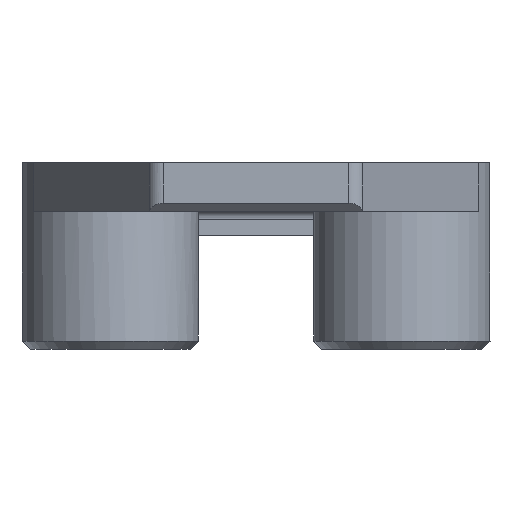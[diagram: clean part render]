
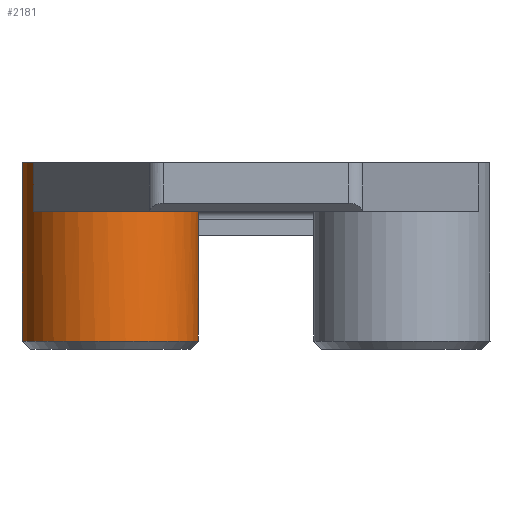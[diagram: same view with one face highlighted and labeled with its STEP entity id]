
A CAD part, front view. The second image highlights one B-rep face of the part: STEP entity #2181.
In plain terms, the highlighted cylindrical face has radius 11 mm (diameter 22 mm), a full revolution.
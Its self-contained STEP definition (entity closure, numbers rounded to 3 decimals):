
#193=FACE_OUTER_BOUND('',#337,.T.);
#337=EDGE_LOOP('',(#1770,#1771,#1772,#1773,#1774,#1775,#1776,#1777,#1778,
#1779));
#484=LINE('',#3485,#686);
#485=LINE('',#3486,#687);
#512=LINE('',#3594,#714);
#513=LINE('',#3596,#715);
#514=LINE('',#3597,#716);
#686=VECTOR('',#2785,10.);
#687=VECTOR('',#2786,1000.);
#714=VECTOR('',#2897,11.);
#715=VECTOR('',#2898,10.);
#716=VECTOR('',#2899,1000.);
#817=CIRCLE('',#2271,11.);
#818=CIRCLE('',#2272,11.);
#862=CIRCLE('',#2338,11.);
#892=CIRCLE('',#2403,11.);
#950=VERTEX_POINT('',#3243);
#951=VERTEX_POINT('',#3245);
#952=VERTEX_POINT('',#3247);
#1023=VERTEX_POINT('',#3432);
#1024=VERTEX_POINT('',#3434);
#1040=VERTEX_POINT('',#3484);
#1067=VERTEX_POINT('',#3592);
#1068=VERTEX_POINT('',#3595);
#1164=EDGE_CURVE('',#950,#951,#817,.T.);
#1165=EDGE_CURVE('',#951,#952,#818,.T.);
#1258=EDGE_CURVE('',#1023,#1024,#862,.T.);
#1282=EDGE_CURVE('',#1040,#952,#484,.T.);
#1283=EDGE_CURVE('',#1023,#1040,#485,.T.);
#1330=EDGE_CURVE('',#1067,#1067,#892,.T.);
#1331=EDGE_CURVE('',#1067,#951,#512,.T.);
#1332=EDGE_CURVE('',#1068,#950,#513,.T.);
#1333=EDGE_CURVE('',#1024,#1068,#514,.T.);
#1770=ORIENTED_EDGE('',*,*,#1330,.F.);
#1771=ORIENTED_EDGE('',*,*,#1331,.T.);
#1772=ORIENTED_EDGE('',*,*,#1164,.F.);
#1773=ORIENTED_EDGE('',*,*,#1332,.F.);
#1774=ORIENTED_EDGE('',*,*,#1333,.F.);
#1775=ORIENTED_EDGE('',*,*,#1258,.F.);
#1776=ORIENTED_EDGE('',*,*,#1283,.T.);
#1777=ORIENTED_EDGE('',*,*,#1282,.T.);
#1778=ORIENTED_EDGE('',*,*,#1165,.F.);
#1779=ORIENTED_EDGE('',*,*,#1331,.F.);
#2104=CYLINDRICAL_SURFACE('',#2402,11.);
#2181=ADVANCED_FACE('',(#193),#2104,.T.);
#2271=AXIS2_PLACEMENT_3D('',#3246,#2544,#2545);
#2272=AXIS2_PLACEMENT_3D('',#3248,#2546,#2547);
#2338=AXIS2_PLACEMENT_3D('',#3435,#2727,#2728);
#2402=AXIS2_PLACEMENT_3D('',#3591,#2893,#2894);
#2403=AXIS2_PLACEMENT_3D('',#3593,#2895,#2896);
#2544=DIRECTION('center_axis',(0.,0.,1.));
#2545=DIRECTION('ref_axis',(1.,0.,0.));
#2546=DIRECTION('center_axis',(0.,0.,1.));
#2547=DIRECTION('ref_axis',(1.,0.,0.));
#2727=DIRECTION('center_axis',(0.,0.,1.));
#2728=DIRECTION('ref_axis',(1.,0.,0.));
#2785=DIRECTION('',(0.,0.,1.));
#2786=DIRECTION('',(0.,0.,1.));
#2893=DIRECTION('center_axis',(0.,0.,-1.));
#2894=DIRECTION('ref_axis',(1.,0.,0.));
#2895=DIRECTION('center_axis',(0.,0.,-1.));
#2896=DIRECTION('ref_axis',(1.,0.,0.));
#2897=DIRECTION('',(0.,0.,1.));
#2898=DIRECTION('',(0.,0.,1.));
#2899=DIRECTION('',(0.,0.,1.));
#3243=CARTESIAN_POINT('',(-17.66,61.433,24.));
#3245=CARTESIAN_POINT('',(-24.623,51.201,24.));
#3246=CARTESIAN_POINT('Origin',(-13.623,51.201,24.));
#3247=CARTESIAN_POINT('',(-23.147,45.697,24.));
#3248=CARTESIAN_POINT('Origin',(-13.623,51.201,24.));
#3432=CARTESIAN_POINT('',(-23.147,45.697,18.));
#3434=CARTESIAN_POINT('',(-17.66,61.433,18.));
#3435=CARTESIAN_POINT('Origin',(-13.623,51.201,18.));
#3484=CARTESIAN_POINT('',(-23.147,45.697,23.));
#3485=CARTESIAN_POINT('',(-23.147,45.697,23.));
#3486=CARTESIAN_POINT('',(-23.147,45.697,18.));
#3591=CARTESIAN_POINT('Origin',(-13.623,51.201,18.));
#3592=CARTESIAN_POINT('',(-24.623,51.201,1.8));
#3593=CARTESIAN_POINT('Origin',(-13.623,51.201,1.8));
#3594=CARTESIAN_POINT('',(-24.623,51.201,18.));
#3595=CARTESIAN_POINT('',(-17.66,61.433,23.));
#3596=CARTESIAN_POINT('',(-17.66,61.433,23.));
#3597=CARTESIAN_POINT('',(-17.66,61.433,0.));
